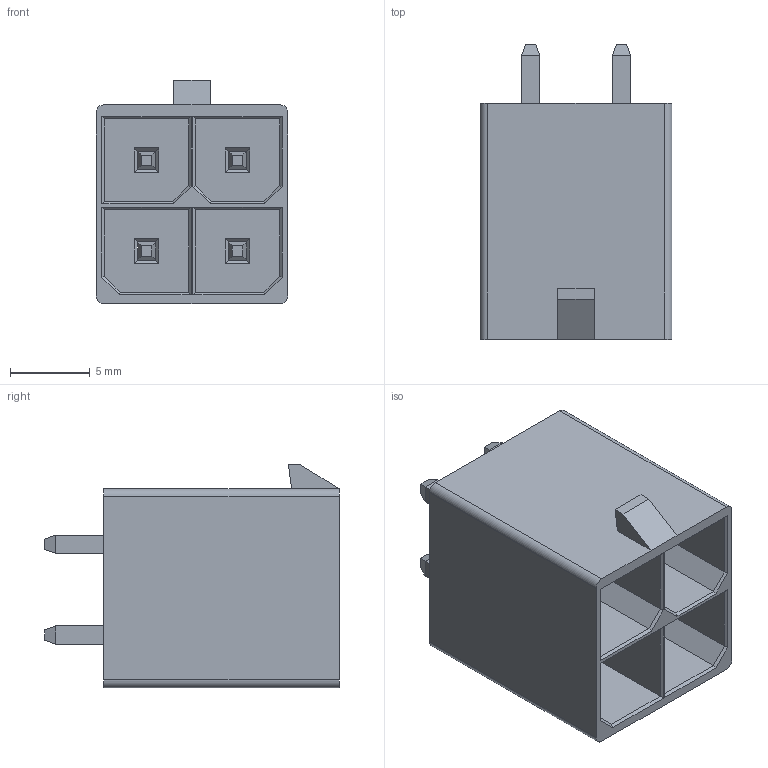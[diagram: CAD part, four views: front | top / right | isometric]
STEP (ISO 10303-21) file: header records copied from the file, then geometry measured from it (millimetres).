
FILE_DESCRIPTION(/* description */ ('Unknown'),/* implementation_level */ '2;1');
FILE_NAME(/* name */ '657004230201',/* time_stamp */ '2022-10-13T09:47:57+02:00',/* author */ ('Unknown'),/* organization */ ('Unknown'),/* preprocessor_version */ 'ST-DEVELOPER v16.7',/* originating_system */ 'Solid Edge',/* authorisation */ 'Unknown');
FILE_SCHEMA (('AUTOMOTIVE_DESIGN {1 0 10303 214 3 1 1}'));
Length unit declared in the file: millimetre
Products named in the file (3): 6570xx230201; 657004230201; 6570xx230201_Pin
Assembly tree (5 placements, depth 2):
  6570xx230201
    657004230201
    6570xx230201_Pin  x4
Bounding box: 12.05 x 18.5 x 14.03 mm (x, y, z)
Volume: 1015.6 mm3; surface area: 2433.4 mm2
Topology: 5 solids, 5 shells, 258 faces, 618 edges, 383 vertices
Faces by surface type: plane 238, cylinder 20
Entity records: 6330 total; most frequent: CARTESIAN_POINT 1091, ORIENTED_EDGE 1068, DIRECTION 1018, EDGE_CURVE 534, LINE 494, VECTOR 494, VERTEX_POINT 335, AXIS2_PLACEMENT_3D 262
